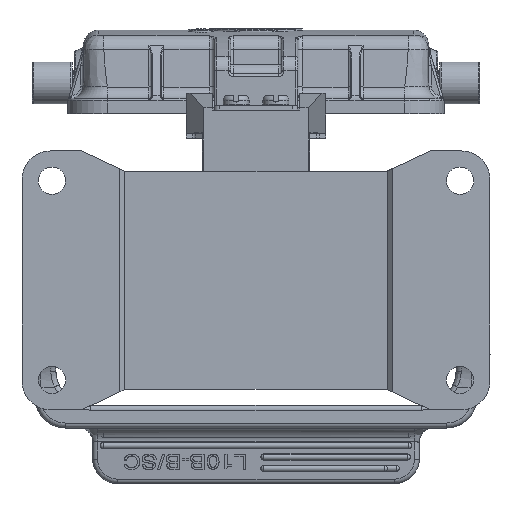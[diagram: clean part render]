
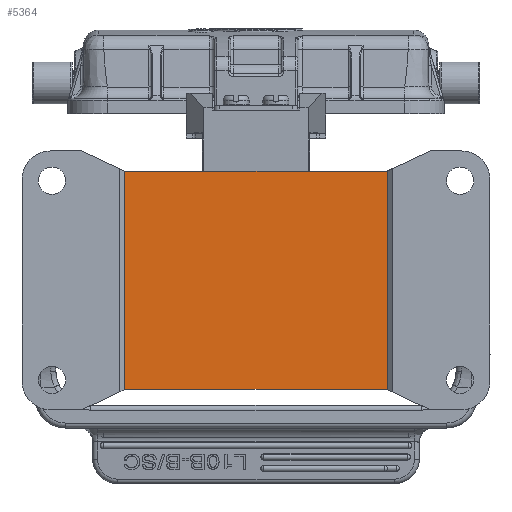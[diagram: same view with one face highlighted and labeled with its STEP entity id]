
A CAD part, front view. The second image highlights one B-rep face of the part: STEP entity #5364.
In plain terms, the highlighted planar face has unit normal (0, -1, 0).
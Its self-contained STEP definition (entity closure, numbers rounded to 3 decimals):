
#571=B_SPLINE_CURVE_WITH_KNOTS('',3,(#56259,#56260,#56261,#56262),
 .UNSPECIFIED.,.F.,.F.,(4,4),(0.,1.),.UNSPECIFIED.);
#693=B_SPLINE_CURVE_WITH_KNOTS('',3,(#58248,#58249,#58250,#58251),
 .UNSPECIFIED.,.F.,.F.,(4,4),(0.,1.),.UNSPECIFIED.);
#695=B_SPLINE_CURVE_WITH_KNOTS('',3,(#58268,#58269,#58270,#58271),
 .UNSPECIFIED.,.F.,.F.,(4,4),(0.,1.),.UNSPECIFIED.);
#697=B_SPLINE_CURVE_WITH_KNOTS('',3,(#58282,#58283,#58284,#58285),
 .UNSPECIFIED.,.F.,.F.,(4,4),(0.,1.),.UNSPECIFIED.);
#699=B_SPLINE_CURVE_WITH_KNOTS('',3,(#58292,#58293,#58294,#58295),
 .UNSPECIFIED.,.F.,.F.,(4,4),(0.,1.),.UNSPECIFIED.);
#700=B_SPLINE_CURVE_WITH_KNOTS('',3,(#58296,#58297,#58298,#58299),
 .UNSPECIFIED.,.F.,.F.,(4,4),(0.,1.),.UNSPECIFIED.);
#701=B_SPLINE_CURVE_WITH_KNOTS('',3,(#58301,#58302,#58303,#58304),
 .UNSPECIFIED.,.F.,.F.,(4,4),(0.,1.),.UNSPECIFIED.);
#702=B_SPLINE_CURVE_WITH_KNOTS('',3,(#58306,#58307,#58308,#58309),
 .UNSPECIFIED.,.F.,.F.,(4,4),(0.,1.),.UNSPECIFIED.);
#3993=PLANE('',#43345);
#5364=ADVANCED_FACE('',(#8842),#3993,.T.);
#8842=FACE_OUTER_BOUND('',#11194,.T.);
#11194=EDGE_LOOP('',(#20206,#20207,#20208,#20209,#20210,#20211,#20212,#20213));
#20206=ORIENTED_EDGE('',*,*,#36070,.F.);
#20207=ORIENTED_EDGE('',*,*,#35323,.T.);
#20208=ORIENTED_EDGE('',*,*,#36076,.F.);
#20209=ORIENTED_EDGE('',*,*,#36063,.F.);
#20210=ORIENTED_EDGE('',*,*,#36077,.F.);
#20211=ORIENTED_EDGE('',*,*,#36078,.F.);
#20212=ORIENTED_EDGE('',*,*,#36079,.F.);
#20213=ORIENTED_EDGE('',*,*,#36074,.F.);
#31264=VERTEX_POINT('',#56258);
#31265=VERTEX_POINT('',#56263);
#31747=VERTEX_POINT('',#58247);
#31748=VERTEX_POINT('',#58252);
#31753=VERTEX_POINT('',#58272);
#31756=VERTEX_POINT('',#58286);
#31757=VERTEX_POINT('',#58300);
#31758=VERTEX_POINT('',#58305);
#35323=EDGE_CURVE('',#31265,#31264,#571,.T.);
#36063=EDGE_CURVE('',#31747,#31748,#693,.T.);
#36070=EDGE_CURVE('',#31265,#31753,#695,.T.);
#36074=EDGE_CURVE('',#31753,#31756,#697,.T.);
#36076=EDGE_CURVE('',#31748,#31264,#699,.T.);
#36077=EDGE_CURVE('',#31757,#31747,#700,.T.);
#36078=EDGE_CURVE('',#31758,#31757,#701,.T.);
#36079=EDGE_CURVE('',#31756,#31758,#702,.T.);
#43345=AXIS2_PLACEMENT_3D('',#58310,#47872,#47873);
#47872=DIRECTION('',(0.,-1.,0.));
#47873=DIRECTION('',(-1.,0.,0.));
#56258=CARTESIAN_POINT('',(-0.65,50.375,62.434));
#56259=CARTESIAN_POINT('',(52.055,50.375,62.434));
#56260=CARTESIAN_POINT('',(34.487,50.375,62.434));
#56261=CARTESIAN_POINT('',(16.918,50.375,62.434));
#56262=CARTESIAN_POINT('',(-0.65,50.375,62.434));
#56263=CARTESIAN_POINT('',(52.055,50.375,62.434));
#58247=CARTESIAN_POINT('',(-0.668,50.375,18.594));
#58248=CARTESIAN_POINT('',(-0.668,50.376,18.594));
#58249=CARTESIAN_POINT('',(-0.668,50.376,33.21));
#58250=CARTESIAN_POINT('',(-0.668,50.376,47.826));
#58251=CARTESIAN_POINT('',(-0.668,50.376,62.441));
#58252=CARTESIAN_POINT('',(-0.668,50.375,62.441));
#58268=CARTESIAN_POINT('',(52.055,50.375,62.434));
#58269=CARTESIAN_POINT('',(52.061,50.375,62.436));
#58270=CARTESIAN_POINT('',(52.066,50.375,62.439));
#58271=CARTESIAN_POINT('',(52.072,50.375,62.442));
#58272=CARTESIAN_POINT('',(52.073,50.375,62.44));
#58282=CARTESIAN_POINT('',(52.073,50.376,62.44));
#58283=CARTESIAN_POINT('',(52.073,50.376,47.825));
#58284=CARTESIAN_POINT('',(52.073,50.376,33.209));
#58285=CARTESIAN_POINT('',(52.073,50.376,18.593));
#58286=CARTESIAN_POINT('',(52.073,50.375,18.593));
#58292=CARTESIAN_POINT('',(-0.667,50.375,62.442));
#58293=CARTESIAN_POINT('',(-0.662,50.375,62.439));
#58294=CARTESIAN_POINT('',(-0.656,50.375,62.436));
#58295=CARTESIAN_POINT('',(-0.65,50.375,62.434));
#58296=CARTESIAN_POINT('',(-0.65,50.375,18.601));
#58297=CARTESIAN_POINT('',(-0.656,50.375,18.598));
#58298=CARTESIAN_POINT('',(-0.661,50.375,18.596));
#58299=CARTESIAN_POINT('',(-0.667,50.375,18.593));
#58300=CARTESIAN_POINT('',(-0.65,50.375,18.6));
#58301=CARTESIAN_POINT('',(52.055,50.375,18.601));
#58302=CARTESIAN_POINT('',(34.487,50.375,18.601));
#58303=CARTESIAN_POINT('',(16.918,50.375,18.601));
#58304=CARTESIAN_POINT('',(-0.65,50.375,18.601));
#58305=CARTESIAN_POINT('',(52.055,50.375,18.601));
#58306=CARTESIAN_POINT('',(52.073,50.375,18.593));
#58307=CARTESIAN_POINT('',(52.067,50.375,18.595));
#58308=CARTESIAN_POINT('',(52.061,50.375,18.598));
#58309=CARTESIAN_POINT('',(52.055,50.375,18.601));
#58310=CARTESIAN_POINT('',(25.703,50.375,40.517));
